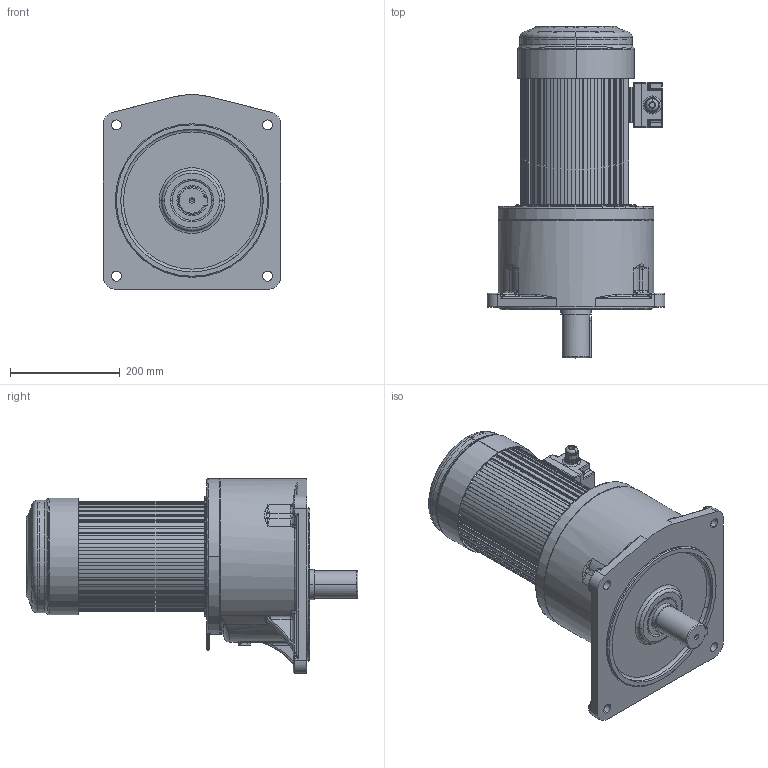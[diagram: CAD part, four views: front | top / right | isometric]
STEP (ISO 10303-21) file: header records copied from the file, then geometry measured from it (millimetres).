
FILE_DESCRIPTION((''),'2;1');
FILE_NAME('H50_ASM','2022-04-13T',('AdminUser'),(''),'PRO/ENGINEER BY PARAMETRIC TECHNOLOGY CORPORATION, 2007170','PRO/ENGINEER BY PARAMETRIC TECHNOLOGY CORPORATION, 2007170','');
FILE_SCHEMA(('CONFIG_CONTROL_DESIGN'));
Length unit declared in the file: millimetre
Products named in the file (6): V50; G50; 3700WJIKE; 8280-2022; 2200W; H50_ASM
Assembly tree (5 placements, depth 2):
  H50_ASM
    V50
    G50
    3700WJIKE
    8280-2022
    2200W
Bounding box: 323.77 x 605 x 354.89 mm (x, y, z)
Volume: 13468962 mm3; surface area: 1287216.8 mm2
Topology: 6 solids, 11 shells, 2110 faces, 5331 edges, 3295 vertices
Faces by surface type: plane 840, cylinder 734, torus 258, bspline 237, sphere 29, cone 12
Entity records: 71831 total; most frequent: CARTESIAN_POINT 20910, DIRECTION 10741, ORIENTED_EDGE 10662, EDGE_CURVE 5331, AXIS2_PLACEMENT_3D 3944, VERTEX_POINT 3295, VECTOR 2853, LINE 2853
